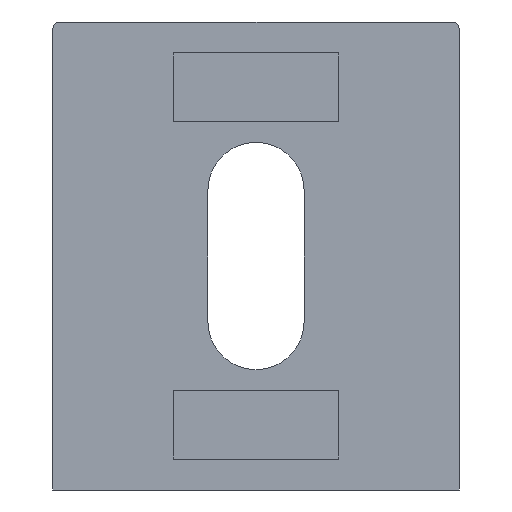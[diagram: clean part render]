
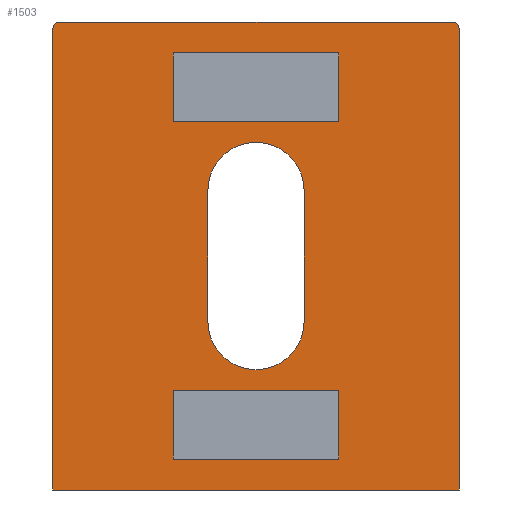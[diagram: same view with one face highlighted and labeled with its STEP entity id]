
A CAD part, left-side view. The second image highlights one B-rep face of the part: STEP entity #1503.
In plain terms, the highlighted planar face has unit normal (-1, 0, 0).
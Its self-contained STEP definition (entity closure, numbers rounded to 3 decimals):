
#19=FACE_BOUND('',#330,.T.);
#20=FACE_BOUND('',#331,.T.);
#21=FACE_BOUND('',#332,.T.);
#86=CIRCLE('',#1612,3.5);
#88=CIRCLE('',#1616,3.5);
#101=CIRCLE('',#1648,0.5);
#118=CIRCLE('',#1679,0.5);
#237=FACE_OUTER_BOUND('',#329,.T.);
#329=EDGE_LOOP('',(#1349,#1350,#1351,#1352,#1353,#1354));
#330=EDGE_LOOP('',(#1355,#1356,#1357,#1358));
#331=EDGE_LOOP('',(#1359,#1360,#1361,#1362));
#332=EDGE_LOOP('',(#1363,#1364,#1365,#1366));
#394=LINE('',#2363,#528);
#413=LINE('',#2414,#547);
#417=LINE('',#2426,#551);
#419=LINE('',#2434,#553);
#423=LINE('',#2442,#557);
#426=LINE('',#2448,#560);
#429=LINE('',#2453,#563);
#431=LINE('',#2459,#565);
#435=LINE('',#2467,#569);
#438=LINE('',#2473,#572);
#441=LINE('',#2478,#575);
#455=LINE('',#2548,#589);
#465=LINE('',#2584,#599);
#466=LINE('',#2586,#600);
#528=VECTOR('',#1904,10.);
#547=VECTOR('',#1949,10.);
#551=VECTOR('',#1961,10.);
#553=VECTOR('',#1971,10.);
#557=VECTOR('',#1977,10.);
#560=VECTOR('',#1982,10.);
#563=VECTOR('',#1987,10.);
#565=VECTOR('',#1993,10.);
#569=VECTOR('',#1999,10.);
#572=VECTOR('',#2004,10.);
#575=VECTOR('',#2009,10.);
#589=VECTOR('',#2095,10.);
#599=VECTOR('',#2143,10.);
#600=VECTOR('',#2146,10.);
#667=VERTEX_POINT('',#2360);
#668=VERTEX_POINT('',#2362);
#686=VERTEX_POINT('',#2411);
#687=VERTEX_POINT('',#2413);
#689=VERTEX_POINT('',#2419);
#691=VERTEX_POINT('',#2425);
#692=VERTEX_POINT('',#2432);
#693=VERTEX_POINT('',#2433);
#696=VERTEX_POINT('',#2441);
#698=VERTEX_POINT('',#2447);
#700=VERTEX_POINT('',#2457);
#701=VERTEX_POINT('',#2458);
#704=VERTEX_POINT('',#2466);
#706=VERTEX_POINT('',#2472);
#716=VERTEX_POINT('',#2514);
#717=VERTEX_POINT('',#2515);
#727=VERTEX_POINT('',#2546);
#734=VERTEX_POINT('',#2580);
#834=EDGE_CURVE('',#667,#668,#394,.T.);
#859=EDGE_CURVE('',#687,#686,#413,.T.);
#862=EDGE_CURVE('',#689,#687,#86,.T.);
#865=EDGE_CURVE('',#691,#689,#417,.T.);
#868=EDGE_CURVE('',#686,#691,#88,.T.);
#869=EDGE_CURVE('',#692,#693,#419,.T.);
#873=EDGE_CURVE('',#696,#692,#423,.T.);
#876=EDGE_CURVE('',#698,#696,#426,.T.);
#879=EDGE_CURVE('',#693,#698,#429,.T.);
#881=EDGE_CURVE('',#700,#701,#431,.T.);
#885=EDGE_CURVE('',#704,#700,#435,.T.);
#888=EDGE_CURVE('',#706,#704,#438,.T.);
#891=EDGE_CURVE('',#701,#706,#441,.T.);
#909=EDGE_CURVE('',#716,#717,#101,.T.);
#926=EDGE_CURVE('',#716,#727,#455,.T.);
#943=EDGE_CURVE('',#734,#727,#118,.T.);
#945=EDGE_CURVE('',#734,#668,#465,.T.);
#946=EDGE_CURVE('',#667,#717,#466,.T.);
#1349=ORIENTED_EDGE('',*,*,#909,.F.);
#1350=ORIENTED_EDGE('',*,*,#926,.T.);
#1351=ORIENTED_EDGE('',*,*,#943,.F.);
#1352=ORIENTED_EDGE('',*,*,#945,.T.);
#1353=ORIENTED_EDGE('',*,*,#834,.F.);
#1354=ORIENTED_EDGE('',*,*,#946,.T.);
#1355=ORIENTED_EDGE('',*,*,#865,.T.);
#1356=ORIENTED_EDGE('',*,*,#862,.T.);
#1357=ORIENTED_EDGE('',*,*,#859,.T.);
#1358=ORIENTED_EDGE('',*,*,#868,.T.);
#1359=ORIENTED_EDGE('',*,*,#869,.T.);
#1360=ORIENTED_EDGE('',*,*,#879,.T.);
#1361=ORIENTED_EDGE('',*,*,#876,.T.);
#1362=ORIENTED_EDGE('',*,*,#873,.T.);
#1363=ORIENTED_EDGE('',*,*,#881,.T.);
#1364=ORIENTED_EDGE('',*,*,#891,.T.);
#1365=ORIENTED_EDGE('',*,*,#888,.T.);
#1366=ORIENTED_EDGE('',*,*,#885,.T.);
#1415=PLANE('',#1685);
#1503=ADVANCED_FACE('',(#237,#19,#20,#21),#1415,.T.);
#1612=AXIS2_PLACEMENT_3D('',#2420,#1955,#1956);
#1616=AXIS2_PLACEMENT_3D('',#2430,#1967,#1968);
#1648=AXIS2_PLACEMENT_3D('',#2516,#2059,#2060);
#1679=AXIS2_PLACEMENT_3D('',#2581,#2138,#2139);
#1685=AXIS2_PLACEMENT_3D('',#2592,#2155,#2156);
#1904=DIRECTION('',(0.,1.,0.));
#1949=DIRECTION('',(0.,0.,-1.));
#1955=DIRECTION('center_axis',(1.,0.,0.));
#1956=DIRECTION('ref_axis',(0.,-1.,0.));
#1961=DIRECTION('',(0.,0.,1.));
#1967=DIRECTION('center_axis',(1.,0.,0.));
#1968=DIRECTION('ref_axis',(0.,1.,0.));
#1971=DIRECTION('',(0.,0.,1.));
#1977=DIRECTION('',(0.,1.,0.));
#1982=DIRECTION('',(0.,0.,-1.));
#1987=DIRECTION('',(0.,-1.,0.));
#1993=DIRECTION('',(0.,0.,-1.));
#1999=DIRECTION('',(0.,-1.,0.));
#2004=DIRECTION('',(0.,0.,1.));
#2009=DIRECTION('',(0.,1.,0.));
#2059=DIRECTION('center_axis',(1.,0.,0.));
#2060=DIRECTION('ref_axis',(0.,-0.707,0.707));
#2095=DIRECTION('',(0.,1.,0.));
#2138=DIRECTION('center_axis',(1.,0.,0.));
#2139=DIRECTION('ref_axis',(0.,0.707,0.707));
#2143=DIRECTION('',(0.,0.,-1.));
#2146=DIRECTION('',(0.,0.,1.));
#2155=DIRECTION('center_axis',(-1.,0.,0.));
#2156=DIRECTION('ref_axis',(0.,0.,1.));
#2360=CARTESIAN_POINT('',(46.359,0.25,-17.));
#2362=CARTESIAN_POINT('',(46.359,29.75,-17.));
#2363=CARTESIAN_POINT('',(46.359,0.,-17.));
#2411=CARTESIAN_POINT('',(46.359,11.5,-4.75));
#2413=CARTESIAN_POINT('',(46.359,11.5,4.75));
#2414=CARTESIAN_POINT('',(46.359,11.5,-6.125));
#2419=CARTESIAN_POINT('',(46.359,18.5,4.75));
#2420=CARTESIAN_POINT('Origin',(46.359,15.,4.75));
#2425=CARTESIAN_POINT('',(46.359,18.5,-4.75));
#2426=CARTESIAN_POINT('',(46.359,18.5,-10.875));
#2430=CARTESIAN_POINT('Origin',(46.359,15.,-4.75));
#2432=CARTESIAN_POINT('',(46.359,21.,9.75));
#2433=CARTESIAN_POINT('',(46.359,21.,14.75));
#2434=CARTESIAN_POINT('',(46.359,21.,-3.625));
#2441=CARTESIAN_POINT('',(46.359,9.,9.75));
#2442=CARTESIAN_POINT('',(46.359,4.5,9.75));
#2447=CARTESIAN_POINT('',(46.359,9.,14.75));
#2448=CARTESIAN_POINT('',(46.359,9.,-1.125));
#2453=CARTESIAN_POINT('',(46.359,10.5,14.75));
#2457=CARTESIAN_POINT('',(46.359,9.,-9.75));
#2458=CARTESIAN_POINT('',(46.359,9.,-14.75));
#2459=CARTESIAN_POINT('',(46.359,9.,-13.375));
#2466=CARTESIAN_POINT('',(46.359,21.,-9.75));
#2467=CARTESIAN_POINT('',(46.359,10.5,-9.75));
#2472=CARTESIAN_POINT('',(46.359,21.,-14.75));
#2473=CARTESIAN_POINT('',(46.359,21.,-15.875));
#2478=CARTESIAN_POINT('',(46.359,4.5,-14.75));
#2514=CARTESIAN_POINT('',(46.359,0.75,17.));
#2515=CARTESIAN_POINT('',(46.359,0.25,16.5));
#2516=CARTESIAN_POINT('Origin',(46.359,0.75,16.5));
#2546=CARTESIAN_POINT('',(46.359,29.25,17.));
#2548=CARTESIAN_POINT('',(46.359,0.,17.));
#2580=CARTESIAN_POINT('',(46.359,29.75,16.5));
#2581=CARTESIAN_POINT('Origin',(46.359,29.25,16.5));
#2584=CARTESIAN_POINT('',(46.359,29.75,-8.5));
#2586=CARTESIAN_POINT('',(46.359,0.25,-8.5));
#2592=CARTESIAN_POINT('Origin',(46.359,0.,-17.));
